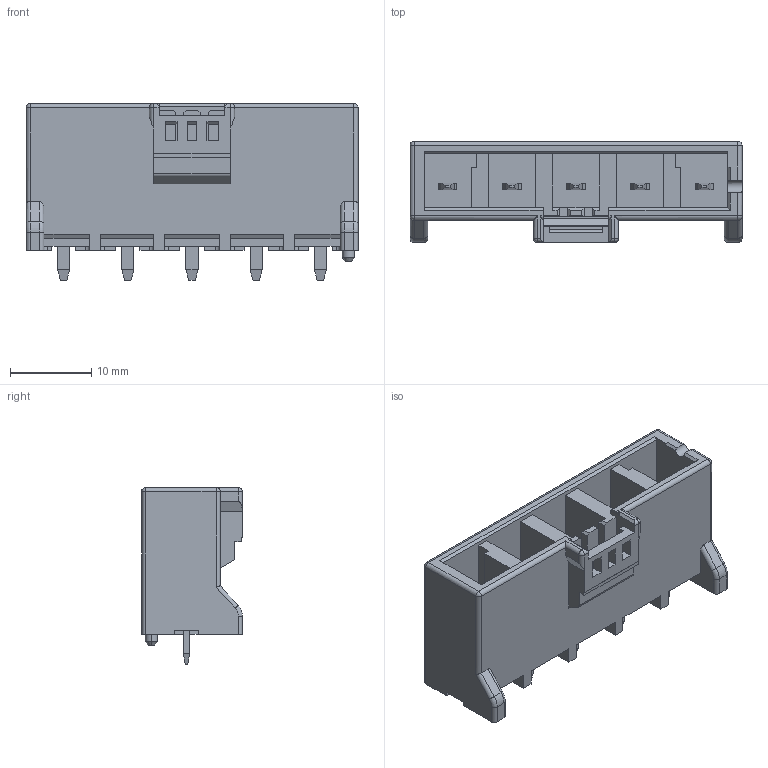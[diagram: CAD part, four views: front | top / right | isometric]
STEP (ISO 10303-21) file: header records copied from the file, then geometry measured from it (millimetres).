
FILE_DESCRIPTION(('FreeCAD Model'),'2;1');
FILE_NAME('DF22-5P-7.92DSA.step','2019-02-25T12:55:37',( 'kicad StepUp'),('ksu MCAD'),'Open CASCADE STEP processor 7.3', 'FreeCAD','Unknown');
FILE_SCHEMA(('AUTOMOTIVE_DESIGN { 1 0 10303 214 1 1 1 1 }'));
Length unit declared in the file: millimetre
Products named in the file (1): DF22-5P-7.92DSA
Bounding box: 40.98 x 12.45 x 21.8 mm (x, y, z)
Volume: 4135.1 mm3; surface area: 5251.4 mm2
Topology: 1 solids, 1 shells, 339 faces, 975 edges, 621 vertices
Faces by surface type: plane 283, cylinder 44, sphere 6, torus 4, cone 2
Entity records: 11448 total; most frequent: CARTESIAN_POINT 2540, ORIENTED_EDGE 1938, DIRECTION 1711, EDGE_CURVE 969, LINE 875, VECTOR 875, VERTEX_POINT 621, AXIS2_PLACEMENT_3D 418
